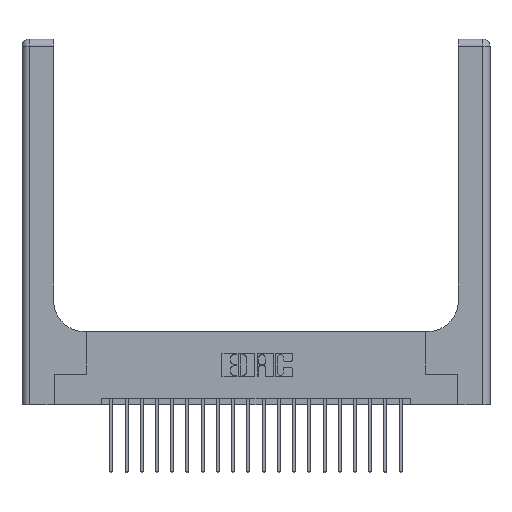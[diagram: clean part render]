
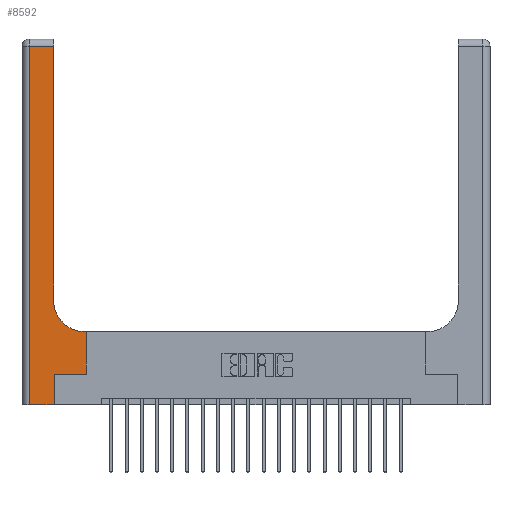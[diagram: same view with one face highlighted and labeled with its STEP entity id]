
A CAD part, top view. The second image highlights one B-rep face of the part: STEP entity #8592.
In plain terms, the highlighted planar face has unit normal (0, 0, 1).
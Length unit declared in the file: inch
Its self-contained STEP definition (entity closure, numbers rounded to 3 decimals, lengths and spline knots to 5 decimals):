
#699 = EDGE_LOOP ( 'NONE', ( #15284, #4669, #20408, #9092, #15023, #11226, #858, #16440, #21013 ) ) ;
#858 = ORIENTED_EDGE ( 'NONE', *, *, #15124, .T. ) ;
#920 = CARTESIAN_POINT ( 'NONE',  ( 0.265, 0., 0.37 ) ) ;
#1194 = LINE ( 'NONE', #14646, #20639 ) ;
#1400 = FACE_OUTER_BOUND ( 'NONE', #699, .T. ) ;
#1436 = VECTOR ( 'NONE', #5658, 39.37008 ) ;
#3100 = AXIS2_PLACEMENT_3D ( 'NONE', #11784, #3479, #18006 ) ;
#3140 = CARTESIAN_POINT ( 'NONE',  ( 0., 0., 0.37 ) ) ;
#3479 = DIRECTION ( 'NONE',  ( 0., 0., -1. ) ) ;
#3684 = CARTESIAN_POINT ( 'NONE',  ( 0.51, 0.85, 0.37 ) ) ;
#4172 = VERTEX_POINT ( 'NONE', #18723 ) ;
#4305 = VECTOR ( 'NONE', #10406, 39.37008 ) ;
#4669 = ORIENTED_EDGE ( 'NONE', *, *, #20399, .T. ) ;
#5116 = EDGE_CURVE ( 'NONE', #16020, #16302, #11338, .T. ) ;
#5658 = DIRECTION ( 'NONE',  ( 0., 1., 0. ) ) ;
#7271 = LINE ( 'NONE', #920, #10048 ) ;
#7564 = DIRECTION ( 'NONE',  ( -1., 0., 0. ) ) ;
#7572 = DIRECTION ( 'NONE',  ( 0., 1., 0. ) ) ;
#8444 = CIRCLE ( 'NONE', #21419, 0.25 ) ;
#8500 = LINE ( 'NONE', #15297, #9882 ) ;
#8588 = CARTESIAN_POINT ( 'NONE',  ( 0.265, 0.25, 0.37 ) ) ;
#8592 = ADVANCED_FACE ( 'NONE', ( #1400 ), #9912, .F. ) ;
#8767 = DIRECTION ( 'NONE',  ( 1., 0., 0. ) ) ;
#9009 = CARTESIAN_POINT ( 'NONE',  ( 0.26, 2.94, 0.37 ) ) ;
#9092 = ORIENTED_EDGE ( 'NONE', *, *, #5116, .T. ) ;
#9222 = VERTEX_POINT ( 'NONE', #18388 ) ;
#9882 = VECTOR ( 'NONE', #13676, 39.37008 ) ;
#9912 = PLANE ( 'NONE',  #3100 ) ;
#10048 = VECTOR ( 'NONE', #7572, 39.37008 ) ;
#10199 = LINE ( 'NONE', #17095, #4305 ) ;
#10406 = DIRECTION ( 'NONE',  ( -1., 0., 0. ) ) ;
#10748 = VERTEX_POINT ( 'NONE', #20747 ) ;
#10994 = EDGE_CURVE ( 'NONE', #9222, #11073, #1194, .T. ) ;
#10996 = CARTESIAN_POINT ( 'NONE',  ( 0.265, 0.25, 0.37 ) ) ;
#11073 = VERTEX_POINT ( 'NONE', #9009 ) ;
#11226 = ORIENTED_EDGE ( 'NONE', *, *, #20018, .T. ) ;
#11338 = LINE ( 'NONE', #3140, #20618 ) ;
#11627 = VECTOR ( 'NONE', #20661, 39.37008 ) ;
#11784 = CARTESIAN_POINT ( 'NONE',  ( 0., 3., 0.37 ) ) ;
#12718 = EDGE_CURVE ( 'NONE', #10748, #17266, #10199, .T. ) ;
#13211 = EDGE_CURVE ( 'NONE', #4172, #16020, #8500, .T. ) ;
#13676 = DIRECTION ( 'NONE',  ( 0., -1., 0. ) ) ;
#13813 = EDGE_CURVE ( 'NONE', #16302, #13926, #7271, .T. ) ;
#13926 = VERTEX_POINT ( 'NONE', #10996 ) ;
#13982 = LINE ( 'NONE', #8588, #11627 ) ;
#13999 = LINE ( 'NONE', #20673, #1436 ) ;
#14368 = CARTESIAN_POINT ( 'NONE',  ( 0., 2.94, 0.37 ) ) ;
#14646 = CARTESIAN_POINT ( 'NONE',  ( 0.26, 3., 0.37 ) ) ;
#15023 = ORIENTED_EDGE ( 'NONE', *, *, #13813, .T. ) ;
#15124 = EDGE_CURVE ( 'NONE', #18088, #10748, #13999, .T. ) ;
#15129 = VECTOR ( 'NONE', #7564, 39.37008 ) ;
#15284 = ORIENTED_EDGE ( 'NONE', *, *, #10994, .T. ) ;
#15297 = CARTESIAN_POINT ( 'NONE',  ( 0.06, 3., 0.37 ) ) ;
#15377 = DIRECTION ( 'NONE',  ( 0., 0., -1. ) ) ;
#15643 = CARTESIAN_POINT ( 'NONE',  ( 0.265, 0., 0.37 ) ) ;
#16020 = VERTEX_POINT ( 'NONE', #20510 ) ;
#16130 = CARTESIAN_POINT ( 'NONE',  ( 0.51, 0.6, 0.37 ) ) ;
#16302 = VERTEX_POINT ( 'NONE', #15643 ) ;
#16383 = DIRECTION ( 'NONE',  ( 1., 0., 0. ) ) ;
#16440 = ORIENTED_EDGE ( 'NONE', *, *, #12718, .T. ) ;
#17050 = EDGE_CURVE ( 'NONE', #17266, #9222, #8444, .T. ) ;
#17095 = CARTESIAN_POINT ( 'NONE',  ( 0.26, 0.6, 0.37 ) ) ;
#17266 = VERTEX_POINT ( 'NONE', #16130 ) ;
#17745 = LINE ( 'NONE', #14368, #15129 ) ;
#18006 = DIRECTION ( 'NONE',  ( -1., 0., 0. ) ) ;
#18088 = VERTEX_POINT ( 'NONE', #19647 ) ;
#18388 = CARTESIAN_POINT ( 'NONE',  ( 0.26, 0.85, 0.37 ) ) ;
#18723 = CARTESIAN_POINT ( 'NONE',  ( 0.06, 2.94, 0.37 ) ) ;
#19647 = CARTESIAN_POINT ( 'NONE',  ( 0.528, 0.25, 0.37 ) ) ;
#20018 = EDGE_CURVE ( 'NONE', #13926, #18088, #13982, .T. ) ;
#20399 = EDGE_CURVE ( 'NONE', #11073, #4172, #17745, .T. ) ;
#20408 = ORIENTED_EDGE ( 'NONE', *, *, #13211, .T. ) ;
#20510 = CARTESIAN_POINT ( 'NONE',  ( 0.06, 0., 0.37 ) ) ;
#20618 = VECTOR ( 'NONE', #16383, 39.37008 ) ;
#20639 = VECTOR ( 'NONE', #21212, 39.37008 ) ;
#20661 = DIRECTION ( 'NONE',  ( 1., 0., 0. ) ) ;
#20673 = CARTESIAN_POINT ( 'NONE',  ( 0.528, 0.25, 0.37 ) ) ;
#20747 = CARTESIAN_POINT ( 'NONE',  ( 0.528, 0.6, 0.37 ) ) ;
#21013 = ORIENTED_EDGE ( 'NONE', *, *, #17050, .T. ) ;
#21212 = DIRECTION ( 'NONE',  ( 0., 1., 0. ) ) ;
#21419 = AXIS2_PLACEMENT_3D ( 'NONE', #3684, #15377, #8767 ) ;
